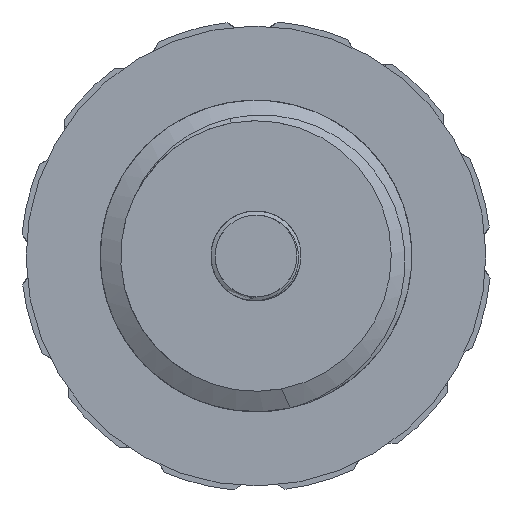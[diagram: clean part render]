
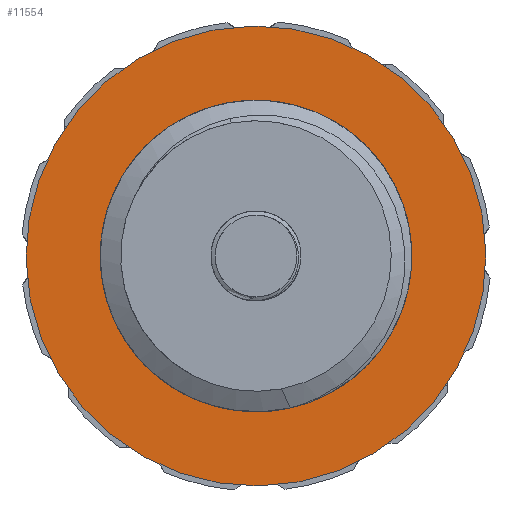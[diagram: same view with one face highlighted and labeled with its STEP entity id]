
A CAD part, front view. The second image highlights one B-rep face of the part: STEP entity #11554.
In plain terms, the highlighted planar face has unit normal (0, -1, 0).
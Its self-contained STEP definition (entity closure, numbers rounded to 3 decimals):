
#452 = CIRCLE ( 'NONE', #5849, 3.31 ) ;
#698 = ORIENTED_EDGE ( 'NONE', *, *, #8637, .F. ) ;
#793 = CARTESIAN_POINT ( 'NONE',  ( 3.002, -5.5, -2.304 ) ) ;
#839 = CARTESIAN_POINT ( 'NONE',  ( 3.052, -5.5, 1.708 ) ) ;
#843 = CARTESIAN_POINT ( 'NONE',  ( -1.082, -5.5, -3.383 ) ) ;
#890 = CARTESIAN_POINT ( 'NONE',  ( 2.615, -5.5, -2.771 ) ) ;
#945 = CIRCLE ( 'NONE', #10947, 5.625 ) ;
#1047 = CIRCLE ( 'NONE', #10416, 5.625 ) ;
#1141 = CARTESIAN_POINT ( 'NONE',  ( 1.13, -5.5, 3.111 ) ) ;
#1643 = DIRECTION ( 'NONE',  ( 0., 1., 0. ) ) ;
#1748 = CARTESIAN_POINT ( 'NONE',  ( 3.413, -5.5, -1.491 ) ) ;
#1752 = CARTESIAN_POINT ( 'NONE',  ( -3.101, -5.5, -1.259 ) ) ;
#1775 = B_SPLINE_CURVE_WITH_KNOTS ( 'NONE', 3,
 ( #2676, #1752, #2595, #9245, #3621, #10189, #4552, #11141, #5502, #12079, #6448, #843, #7419, #1792, #8350, #2718, #9282, #3662, #10233, #4588, #11180, #5543 ),
 .UNSPECIFIED., .F., .F.,
 ( 4, 2, 2, 2, 2, 2, 2, 2, 2, 2, 4 ),
 ( 0., 0.001, 0.001, 0.002, 0.003, 0.003, 0.004, 0.005, 0.005, 0.006, 0.007 ),
 .UNSPECIFIED. ) ;
#1787 = CARTESIAN_POINT ( 'NONE',  ( 2.561, -5.5, 2.288 ) ) ;
#1792 = CARTESIAN_POINT ( 'NONE',  ( -0.504, -5.5, -3.568 ) ) ;
#1877 = EDGE_CURVE ( 'NONE', #4950, #3000, #1775, .T. ) ;
#2100 = CARTESIAN_POINT ( 'NONE',  ( -3.167, -5.5, -0.961 ) ) ;
#2429 = PLANE ( 'NONE',  #11966 ) ;
#2595 = CARTESIAN_POINT ( 'NONE',  ( -2.996, -5.5, -1.541 ) ) ;
#2671 = CARTESIAN_POINT ( 'NONE',  ( 3.56, -5.5, -0.906 ) ) ;
#2676 = CARTESIAN_POINT ( 'NONE',  ( -3.167, -5.5, -0.961 ) ) ;
#2714 = CARTESIAN_POINT ( 'NONE',  ( 2.216, -5.5, 2.583 ) ) ;
#2718 = CARTESIAN_POINT ( 'NONE',  ( 0.401, -5.5, -3.64 ) ) ;
#2825 = VERTEX_POINT ( 'NONE', #10077 ) ;
#3000 = VERTEX_POINT ( 'NONE', #890 ) ;
#3123 = CIRCLE ( 'NONE', #10310, 3.31 ) ;
#3305 = CARTESIAN_POINT ( 'NONE',  ( 0., -5.5, -5.625 ) ) ;
#3616 = CARTESIAN_POINT ( 'NONE',  ( 3.615, -5.5, -0.453 ) ) ;
#3621 = CARTESIAN_POINT ( 'NONE',  ( -2.701, -5.5, -2.071 ) ) ;
#3659 = CARTESIAN_POINT ( 'NONE',  ( 1.701, -5.5, 2.908 ) ) ;
#3662 = CARTESIAN_POINT ( 'NONE',  ( 1.293, -5.5, -3.491 ) ) ;
#3950 = DIRECTION ( 'NONE',  ( 0., -1., 0. ) ) ;
#4303 = ORIENTED_EDGE ( 'NONE', *, *, #11143, .F. ) ;
#4313 = DIRECTION ( 'NONE',  ( 0., 0., 1. ) ) ;
#4436 = EDGE_CURVE ( 'NONE', #4695, #5019, #1047, .T. ) ;
#4513 = CARTESIAN_POINT ( 'NONE',  ( 2.824, -5.5, -2.548 ) ) ;
#4546 = CARTESIAN_POINT ( 'NONE',  ( 3.591, -5.5, 0.301 ) ) ;
#4552 = CARTESIAN_POINT ( 'NONE',  ( -2.426, -5.5, -2.431 ) ) ;
#4584 = CARTESIAN_POINT ( 'NONE',  ( 1.13, -5.5, 3.111 ) ) ;
#4588 = CARTESIAN_POINT ( 'NONE',  ( 2.125, -5.5, -3.13 ) ) ;
#4695 = VERTEX_POINT ( 'NONE', #8447 ) ;
#4950 = VERTEX_POINT ( 'NONE', #2100 ) ;
#5019 = VERTEX_POINT ( 'NONE', #3305 ) ;
#5023 = EDGE_LOOP ( 'NONE', ( #8241, #11544, #5782, #698 ) ) ;
#5031 = CARTESIAN_POINT ( 'NONE',  ( 0., -5.5, 0. ) ) ;
#5353 = DIRECTION ( 'NONE',  ( 0., -1., 0. ) ) ;
#5496 = CARTESIAN_POINT ( 'NONE',  ( 3.439, -5.5, 0.891 ) ) ;
#5502 = CARTESIAN_POINT ( 'NONE',  ( -1.875, -5.5, -2.952 ) ) ;
#5543 = CARTESIAN_POINT ( 'NONE',  ( 2.615, -5.5, -2.771 ) ) ;
#5561 = EDGE_CURVE ( 'NONE', #10758, #2825, #452, .T. ) ;
#5759 = FACE_BOUND ( 'NONE', #5023, .T. ) ;
#5782 = ORIENTED_EDGE ( 'NONE', *, *, #5561, .F. ) ;
#5849 = AXIS2_PLACEMENT_3D ( 'NONE', #9581, #3950, #10535 ) ;
#5980 = DIRECTION ( 'NONE',  ( 0., 0., 1. ) ) ;
#6444 = CARTESIAN_POINT ( 'NONE',  ( 3.267, -5.5, 1.31 ) ) ;
#6448 = CARTESIAN_POINT ( 'NONE',  ( -1.357, -5.5, -3.259 ) ) ;
#7266 = CARTESIAN_POINT ( 'NONE',  ( 0., -5.5, 0. ) ) ;
#7371 = CARTESIAN_POINT ( 'NONE',  ( 3.297, -5.5, -1.776 ) ) ;
#7415 = CARTESIAN_POINT ( 'NONE',  ( 2.871, -5.5, 1.959 ) ) ;
#7419 = CARTESIAN_POINT ( 'NONE',  ( -0.938, -5.5, -3.437 ) ) ;
#7985 = ORIENTED_EDGE ( 'NONE', *, *, #4436, .F. ) ;
#8000 = EDGE_LOOP ( 'NONE', ( #7985, #4303 ) ) ;
#8200 = DIRECTION ( 'NONE',  ( 0., 0., 1. ) ) ;
#8217 = B_SPLINE_CURVE_WITH_KNOTS ( 'NONE', 3,
 ( #10143, #4513, #793, #7371, #1748, #8306, #2671, #9240, #3616, #10184, #4546, #11138, #5496, #12075, #6444, #839, #7415, #1787, #8347, #2714, #9279, #3659, #10230, #4584 ),
 .UNSPECIFIED., .F., .F.,
 ( 4, 2, 2, 2, 2, 2, 2, 2, 2, 2, 2, 4 ),
 ( 0., 0.001, 0.002, 0.002, 0.003, 0.004, 0.004, 0.005, 0.005, 0.006, 0.006, 0.007 ),
 .UNSPECIFIED. ) ;
#8241 = ORIENTED_EDGE ( 'NONE', *, *, #1877, .F. ) ;
#8283 = FACE_OUTER_BOUND ( 'NONE', #8000, .T. ) ;
#8306 = CARTESIAN_POINT ( 'NONE',  ( 3.53, -5.5, -1.054 ) ) ;
#8347 = CARTESIAN_POINT ( 'NONE',  ( 2.451, -5.5, 2.391 ) ) ;
#8350 = CARTESIAN_POINT ( 'NONE',  ( -0.207, -5.5, -3.617 ) ) ;
#8447 = CARTESIAN_POINT ( 'NONE',  ( 0., -5.5, 5.625 ) ) ;
#8637 = EDGE_CURVE ( 'NONE', #3000, #10758, #8217, .T. ) ;
#8992 = CARTESIAN_POINT ( 'NONE',  ( 0., -5.5, 0. ) ) ;
#9240 = CARTESIAN_POINT ( 'NONE',  ( 3.603, -5.5, -0.606 ) ) ;
#9245 = CARTESIAN_POINT ( 'NONE',  ( -2.782, -5.5, -1.941 ) ) ;
#9279 = CARTESIAN_POINT ( 'NONE',  ( 2.09, -5.5, 2.672 ) ) ;
#9282 = CARTESIAN_POINT ( 'NONE',  ( 0.702, -5.5, -3.615 ) ) ;
#9581 = CARTESIAN_POINT ( 'NONE',  ( 0., -5.5, 0. ) ) ;
#9939 = DIRECTION ( 'NONE',  ( 0., 1., 0. ) ) ;
#10077 = CARTESIAN_POINT ( 'NONE',  ( 0., -5.5, 3.31 ) ) ;
#10143 = CARTESIAN_POINT ( 'NONE',  ( 2.615, -5.5, -2.771 ) ) ;
#10184 = CARTESIAN_POINT ( 'NONE',  ( 3.623, -5.5, 0.001 ) ) ;
#10189 = CARTESIAN_POINT ( 'NONE',  ( -2.523, -5.5, -2.316 ) ) ;
#10230 = CARTESIAN_POINT ( 'NONE',  ( 1.425, -5.5, 3.029 ) ) ;
#10233 = CARTESIAN_POINT ( 'NONE',  ( 1.584, -5.5, -3.392 ) ) ;
#10310 = AXIS2_PLACEMENT_3D ( 'NONE', #11000, #5353, #11932 ) ;
#10416 = AXIS2_PLACEMENT_3D ( 'NONE', #5031, #11610, #5980 ) ;
#10535 = DIRECTION ( 'NONE',  ( 0., 0., 1. ) ) ;
#10758 = VERTEX_POINT ( 'NONE', #1141 ) ;
#10947 = AXIS2_PLACEMENT_3D ( 'NONE', #7266, #1643, #8200 ) ;
#11000 = CARTESIAN_POINT ( 'NONE',  ( 0., -5.5, 0. ) ) ;
#11121 = EDGE_CURVE ( 'NONE', #2825, #4950, #3123, .T. ) ;
#11138 = CARTESIAN_POINT ( 'NONE',  ( 3.484, -5.5, 0.744 ) ) ;
#11141 = CARTESIAN_POINT ( 'NONE',  ( -2.114, -5.5, -2.758 ) ) ;
#11143 = EDGE_CURVE ( 'NONE', #5019, #4695, #945, .T. ) ;
#11180 = CARTESIAN_POINT ( 'NONE',  ( 2.381, -5.5, -2.966 ) ) ;
#11544 = ORIENTED_EDGE ( 'NONE', *, *, #11121, .F. ) ;
#11554 = ADVANCED_FACE ( 'NONE', ( #8283, #5759 ), #2429, .F. ) ;
#11610 = DIRECTION ( 'NONE',  ( 0., 1., 0. ) ) ;
#11932 = DIRECTION ( 'NONE',  ( 0., 0., 1. ) ) ;
#11966 = AXIS2_PLACEMENT_3D ( 'NONE', #8992, #9939, #4313 ) ;
#12075 = CARTESIAN_POINT ( 'NONE',  ( 3.33, -5.5, 1.173 ) ) ;
#12079 = CARTESIAN_POINT ( 'NONE',  ( -1.49, -5.5, -3.188 ) ) ;
